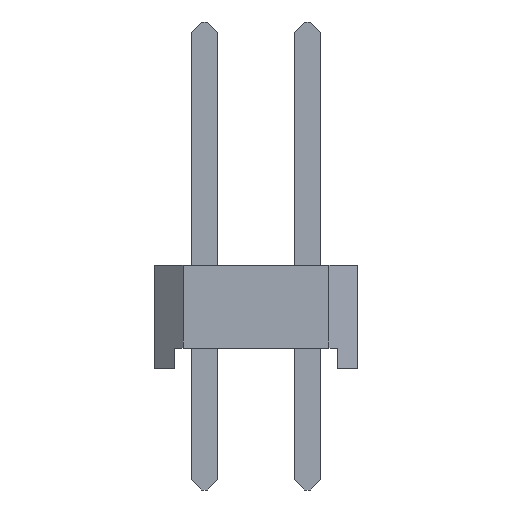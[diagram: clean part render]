
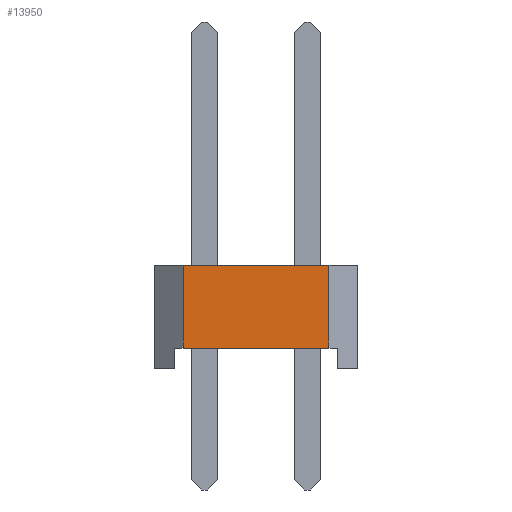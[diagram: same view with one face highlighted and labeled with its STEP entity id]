
A CAD part, left-side view. The second image highlights one B-rep face of the part: STEP entity #13950.
In plain terms, the highlighted planar face has unit normal (-1, 0, 0).
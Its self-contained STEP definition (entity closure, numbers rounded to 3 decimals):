
#507=FACE_OUTER_BOUND('',#1317,.T.);
#1317=EDGE_LOOP('',(#9712,#9713,#9714,#9715));
#2148=LINE('',#19184,#3924);
#2316=LINE('',#19749,#4092);
#2643=LINE('',#20382,#4419);
#2644=LINE('',#20383,#4420);
#3924=VECTOR('',#15592,1.);
#4092=VECTOR('',#15762,1.);
#4419=VECTOR('',#16223,1.);
#4420=VECTOR('',#16224,1.);
#5777=VERTEX_POINT('',#19181);
#5778=VERTEX_POINT('',#19183);
#5957=VERTEX_POINT('',#19746);
#5958=VERTEX_POINT('',#19748);
#7114=EDGE_CURVE('',#5777,#5778,#2148,.T.);
#7294=EDGE_CURVE('',#5957,#5958,#2316,.T.);
#7621=EDGE_CURVE('',#5778,#5957,#2643,.T.);
#7622=EDGE_CURVE('',#5777,#5958,#2644,.T.);
#9712=ORIENTED_EDGE('',*,*,#7621,.F.);
#9713=ORIENTED_EDGE('',*,*,#7114,.F.);
#9714=ORIENTED_EDGE('',*,*,#7622,.T.);
#9715=ORIENTED_EDGE('',*,*,#7294,.F.);
#12969=PLANE('',#14753);
#13950=ADVANCED_FACE('',(#507),#12969,.F.);
#14753=AXIS2_PLACEMENT_3D('',#20381,#16221,#16222);
#15592=DIRECTION('',(0.,1.,0.));
#15762=DIRECTION('',(0.,-1.,0.));
#16221=DIRECTION('center_axis',(1.,0.,0.));
#16222=DIRECTION('ref_axis',(0.,0.,-1.));
#16223=DIRECTION('',(0.,0.,1.));
#16224=DIRECTION('',(0.,0.,1.));
#19181=CARTESIAN_POINT('',(-15.24,-1.8,0.5));
#19183=CARTESIAN_POINT('',(-15.24,1.8,0.5));
#19184=CARTESIAN_POINT('',(-15.24,2.,0.5));
#19746=CARTESIAN_POINT('',(-15.24,1.8,2.54));
#19748=CARTESIAN_POINT('',(-15.24,-1.8,2.54));
#19749=CARTESIAN_POINT('',(-15.24,2.5,2.54));
#20381=CARTESIAN_POINT('Origin',(-15.24,2.5,2.54));
#20382=CARTESIAN_POINT('',(-15.24,1.8,0.));
#20383=CARTESIAN_POINT('',(-15.24,-1.8,0.));
